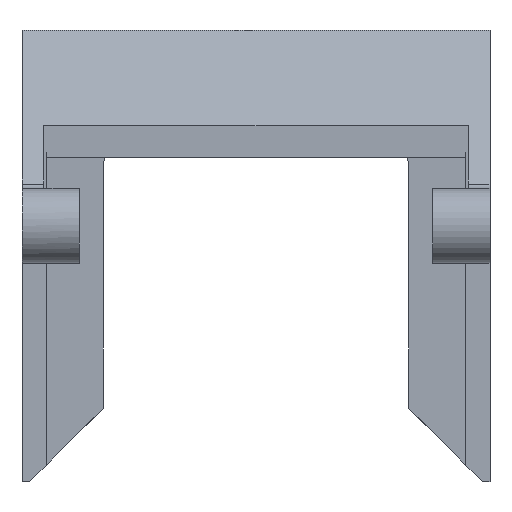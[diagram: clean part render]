
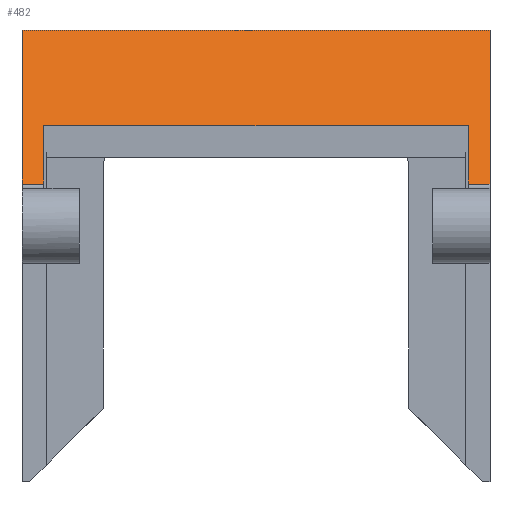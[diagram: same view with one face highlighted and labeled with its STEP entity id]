
A CAD part, front view. The second image highlights one B-rep face of the part: STEP entity #482.
In plain terms, the highlighted planar face has unit normal (0, -0.707, 0.707).
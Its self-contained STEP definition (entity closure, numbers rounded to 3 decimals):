
#430=AXIS2_PLACEMENT_3D('Plane Axis2P3D',#427,#428,#429) ;
#146=CARTESIAN_POINT('Vertex',(1.45,7.975,23.581)) ;
#149=CARTESIAN_POINT('Line Origine',(1.45,6.043,21.65)) ;
#153=CARTESIAN_POINT('Vertex',(1.45,4.112,19.718)) ;
#382=CARTESIAN_POINT('Vertex',(29.55,7.975,23.581)) ;
#385=CARTESIAN_POINT('Line Origine',(15.5,7.975,23.581)) ;
#427=CARTESIAN_POINT('Axis2P3D Location',(15.5,14.294,29.9)) ;
#432=CARTESIAN_POINT('Line Origine',(0.,9.203,24.809)) ;
#436=CARTESIAN_POINT('Vertex',(0.,4.112,19.718)) ;
#438=CARTESIAN_POINT('Vertex',(0.,14.294,29.9)) ;
#441=CARTESIAN_POINT('Line Origine',(0.725,4.112,19.718)) ;
#446=CARTESIAN_POINT('Line Origine',(29.55,6.043,21.65)) ;
#450=CARTESIAN_POINT('Vertex',(29.55,4.112,19.718)) ;
#453=CARTESIAN_POINT('Line Origine',(30.275,4.112,19.718)) ;
#457=CARTESIAN_POINT('Vertex',(31.,4.112,19.718)) ;
#460=CARTESIAN_POINT('Line Origine',(31.,9.203,24.809)) ;
#464=CARTESIAN_POINT('Vertex',(31.,14.294,29.9)) ;
#467=CARTESIAN_POINT('Line Origine',(15.5,14.294,29.9)) ;
#150=DIRECTION('Vector Direction',(0.,0.707,0.707)) ;
#386=DIRECTION('Vector Direction',(1.,0.,0.)) ;
#428=DIRECTION('Axis2P3D Direction',(0.,-0.707,0.707)) ;
#429=DIRECTION('Axis2P3D XDirection',(0.,-0.707,-0.707)) ;
#433=DIRECTION('Vector Direction',(0.,-0.707,-0.707)) ;
#442=DIRECTION('Vector Direction',(-1.,0.,0.)) ;
#447=DIRECTION('Vector Direction',(0.,0.707,0.707)) ;
#454=DIRECTION('Vector Direction',(-1.,0.,0.)) ;
#461=DIRECTION('Vector Direction',(0.,0.707,0.707)) ;
#468=DIRECTION('Vector Direction',(-1.,0.,0.)) ;
#151=VECTOR('Line Direction',#150,1.) ;
#387=VECTOR('Line Direction',#386,1.) ;
#434=VECTOR('Line Direction',#433,1.) ;
#443=VECTOR('Line Direction',#442,1.) ;
#448=VECTOR('Line Direction',#447,1.) ;
#455=VECTOR('Line Direction',#454,1.) ;
#462=VECTOR('Line Direction',#461,1.) ;
#469=VECTOR('Line Direction',#468,1.) ;
#473=ORIENTED_EDGE('',*,*,#440,.F.) ;
#474=ORIENTED_EDGE('',*,*,#445,.F.) ;
#475=ORIENTED_EDGE('',*,*,#155,.F.) ;
#476=ORIENTED_EDGE('',*,*,#389,.T.) ;
#477=ORIENTED_EDGE('',*,*,#452,.T.) ;
#478=ORIENTED_EDGE('',*,*,#459,.F.) ;
#479=ORIENTED_EDGE('',*,*,#466,.F.) ;
#480=ORIENTED_EDGE('',*,*,#471,.T.) ;
#482=ADVANCED_FACE('Hauptk\X2\00F6\X0\rper',(#481),#431,.T.) ;
#155=EDGE_CURVE('',#147,#154,#152,.F.) ;
#389=EDGE_CURVE('',#147,#383,#388,.T.) ;
#440=EDGE_CURVE('',#437,#439,#435,.F.) ;
#445=EDGE_CURVE('',#154,#437,#444,.T.) ;
#452=EDGE_CURVE('',#383,#451,#449,.F.) ;
#459=EDGE_CURVE('',#458,#451,#456,.T.) ;
#466=EDGE_CURVE('',#465,#458,#463,.F.) ;
#471=EDGE_CURVE('',#465,#439,#470,.T.) ;
#472=EDGE_LOOP('',(#473,#474,#475,#476,#477,#478,#479,#480)) ;
#481=FACE_OUTER_BOUND('',#472,.T.) ;
#152=LINE('Line',#149,#151) ;
#388=LINE('Line',#385,#387) ;
#435=LINE('Line',#432,#434) ;
#444=LINE('Line',#441,#443) ;
#449=LINE('Line',#446,#448) ;
#456=LINE('Line',#453,#455) ;
#463=LINE('Line',#460,#462) ;
#470=LINE('Line',#467,#469) ;
#431=PLANE('',#430) ;
#147=VERTEX_POINT('',#146) ;
#154=VERTEX_POINT('',#153) ;
#383=VERTEX_POINT('',#382) ;
#437=VERTEX_POINT('',#436) ;
#439=VERTEX_POINT('',#438) ;
#451=VERTEX_POINT('',#450) ;
#458=VERTEX_POINT('',#457) ;
#465=VERTEX_POINT('',#464) ;
